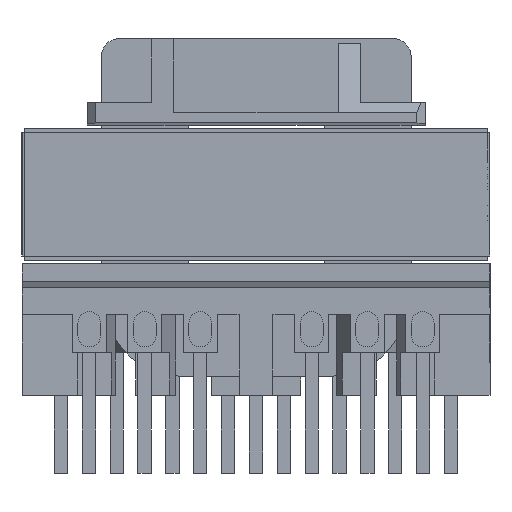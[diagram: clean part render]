
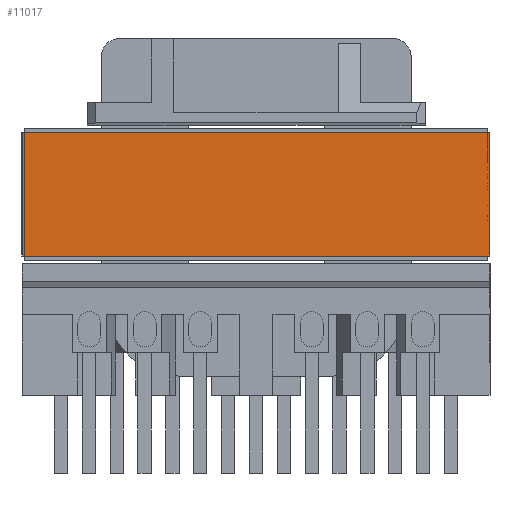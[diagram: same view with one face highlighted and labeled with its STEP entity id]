
A CAD part, left-side view. The second image highlights one B-rep face of the part: STEP entity #11017.
In plain terms, the highlighted planar face has unit normal (-1, 0, 0).
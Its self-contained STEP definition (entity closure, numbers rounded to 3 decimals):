
#670 = ORIENTED_EDGE ( 'NONE', *, *, #1288, .T. ) ;
#1259 = PLANE ( 'NONE',  #18312 ) ;
#1288 = EDGE_CURVE ( 'NONE', #3904, #18878, #7007, .T. ) ;
#2054 = VECTOR ( 'NONE', #12771, 1000. ) ;
#2212 = VECTOR ( 'NONE', #17809, 1000. ) ;
#2221 = DIRECTION ( 'NONE',  ( 0., 0., -1. ) ) ;
#2516 = LINE ( 'NONE', #5295, #2054 ) ;
#3029 = VECTOR ( 'NONE', #3604, 1000. ) ;
#3604 = DIRECTION ( 'NONE',  ( 0., 1., 0. ) ) ;
#3904 = VERTEX_POINT ( 'NONE', #18729 ) ;
#3929 = ORIENTED_EDGE ( 'NONE', *, *, #12471, .T. ) ;
#4134 = CARTESIAN_POINT ( 'NONE',  ( -12.44, -10.5, 6.25 ) ) ;
#5097 = CARTESIAN_POINT ( 'NONE',  ( -12.44, 10.5, 11.79 ) ) ;
#5295 = CARTESIAN_POINT ( 'NONE',  ( -12.44, -10.5, 6.25 ) ) ;
#5410 = LINE ( 'NONE', #12729, #9410 ) ;
#7007 = LINE ( 'NONE', #12589, #3029 ) ;
#7281 = CARTESIAN_POINT ( 'NONE',  ( -12.44, -10.5, 11.79 ) ) ;
#7397 = CARTESIAN_POINT ( 'NONE',  ( -12.44, 10.5, 6.25 ) ) ;
#7950 = ORIENTED_EDGE ( 'NONE', *, *, #16504, .F. ) ;
#8149 = VERTEX_POINT ( 'NONE', #4134 ) ;
#8792 = DIRECTION ( 'NONE',  ( 0., 0., -1. ) ) ;
#9410 = VECTOR ( 'NONE', #2221, 1000. ) ;
#10196 = LINE ( 'NONE', #11718, #2212 ) ;
#11017 = ADVANCED_FACE ( 'NONE', ( #17153 ), #1259, .T. ) ;
#11718 = CARTESIAN_POINT ( 'NONE',  ( -12.44, -10.5, 11.79 ) ) ;
#12471 = EDGE_CURVE ( 'NONE', #18878, #17403, #5410, .T. ) ;
#12589 = CARTESIAN_POINT ( 'NONE',  ( -12.44, -10.5, 11.79 ) ) ;
#12729 = CARTESIAN_POINT ( 'NONE',  ( -12.44, 10.5, 11.79 ) ) ;
#12771 = DIRECTION ( 'NONE',  ( 0., 1., 0. ) ) ;
#14860 = EDGE_LOOP ( 'NONE', ( #7950, #17034, #670, #3929 ) ) ;
#16504 = EDGE_CURVE ( 'NONE', #8149, #17403, #2516, .T. ) ;
#17034 = ORIENTED_EDGE ( 'NONE', *, *, #17225, .F. ) ;
#17153 = FACE_OUTER_BOUND ( 'NONE', #14860, .T. ) ;
#17225 = EDGE_CURVE ( 'NONE', #3904, #8149, #10196, .T. ) ;
#17403 = VERTEX_POINT ( 'NONE', #7397 ) ;
#17747 = DIRECTION ( 'NONE',  ( -1., 0., 0. ) ) ;
#17809 = DIRECTION ( 'NONE',  ( 0., 0., -1. ) ) ;
#18312 = AXIS2_PLACEMENT_3D ( 'NONE', #7281, #17747, #8792 ) ;
#18729 = CARTESIAN_POINT ( 'NONE',  ( -12.44, -10.5, 11.79 ) ) ;
#18878 = VERTEX_POINT ( 'NONE', #5097 ) ;
